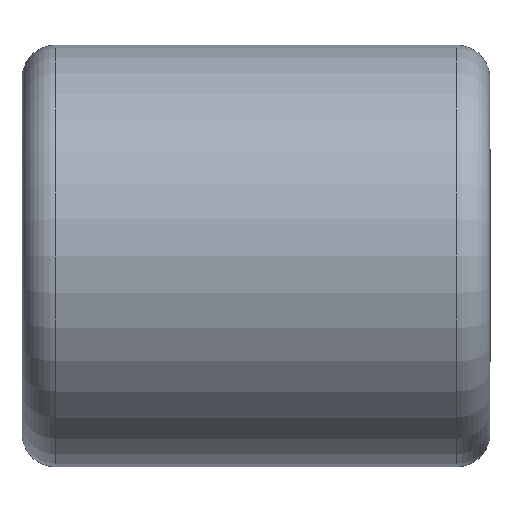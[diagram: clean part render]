
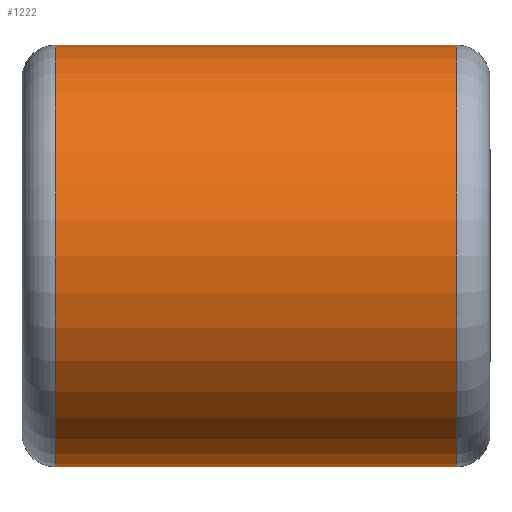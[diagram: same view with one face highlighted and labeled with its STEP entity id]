
A CAD part, front view. The second image highlights one B-rep face of the part: STEP entity #1222.
In plain terms, the highlighted cylindrical face has radius 41 mm (diameter 82 mm), a partial arc.
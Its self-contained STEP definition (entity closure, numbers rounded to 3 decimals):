
#123 = CARTESIAN_POINT ( 'NONE',  ( 39., 0., 250.987 ) ) ;
#231 = EDGE_CURVE ( 'NONE', #1017, #2448, #2470, .T. ) ;
#303 = ORIENTED_EDGE ( 'NONE', *, *, #411, .T. ) ;
#306 = DIRECTION ( 'NONE',  ( -1., 0., 0. ) ) ;
#350 = DIRECTION ( 'NONE',  ( -1., 0., 0. ) ) ;
#411 = EDGE_CURVE ( 'NONE', #2242, #1972, #3056, .T. ) ;
#423 = DIRECTION ( 'NONE',  ( 0., 0., -1. ) ) ;
#450 = ORIENTED_EDGE ( 'NONE', *, *, #919, .T. ) ;
#498 = CARTESIAN_POINT ( 'NONE',  ( -57.637, 0., 332.987 ) ) ;
#741 = EDGE_CURVE ( 'NONE', #1017, #2242, #1249, .T. ) ;
#751 = CARTESIAN_POINT ( 'NONE',  ( -39., 0., 332.987 ) ) ;
#919 = EDGE_CURVE ( 'NONE', #1972, #2448, #4162, .T. ) ;
#931 = DIRECTION ( 'NONE',  ( 0., 0., 1. ) ) ;
#1017 = VERTEX_POINT ( 'NONE', #123 ) ;
#1063 = CYLINDRICAL_SURFACE ( 'NONE', #2438, 41. ) ;
#1132 = DIRECTION ( 'NONE',  ( 0., 0., 1. ) ) ;
#1222 = ADVANCED_FACE ( 'NONE', ( #3772 ), #1063, .T. ) ;
#1249 = CIRCLE ( 'NONE', #2808, 41. ) ;
#1473 = VECTOR ( 'NONE', #306, 1000. ) ;
#1544 = VECTOR ( 'NONE', #4517, 1000. ) ;
#1942 = ORIENTED_EDGE ( 'NONE', *, *, #741, .T. ) ;
#1972 = VERTEX_POINT ( 'NONE', #751 ) ;
#1989 = ORIENTED_EDGE ( 'NONE', *, *, #231, .F. ) ;
#2025 = CARTESIAN_POINT ( 'NONE',  ( 39., 0., 291.987 ) ) ;
#2200 = CARTESIAN_POINT ( 'NONE',  ( -39., 0., 291.987 ) ) ;
#2242 = VERTEX_POINT ( 'NONE', #4506 ) ;
#2438 = AXIS2_PLACEMENT_3D ( 'NONE', #3579, #350, #1132 ) ;
#2448 = VERTEX_POINT ( 'NONE', #3802 ) ;
#2470 = LINE ( 'NONE', #3537, #1473 ) ;
#2616 = DIRECTION ( 'NONE',  ( 1., 0., 0. ) ) ;
#2808 = AXIS2_PLACEMENT_3D ( 'NONE', #2025, #4540, #931 ) ;
#3056 = LINE ( 'NONE', #498, #1544 ) ;
#3199 = EDGE_LOOP ( 'NONE', ( #1989, #1942, #303, #450 ) ) ;
#3489 = AXIS2_PLACEMENT_3D ( 'NONE', #2200, #2616, #423 ) ;
#3537 = CARTESIAN_POINT ( 'NONE',  ( -57.637, 0., 250.987 ) ) ;
#3579 = CARTESIAN_POINT ( 'NONE',  ( -57.637, 0., 291.987 ) ) ;
#3772 = FACE_OUTER_BOUND ( 'NONE', #3199, .T. ) ;
#3802 = CARTESIAN_POINT ( 'NONE',  ( -39., 0., 250.987 ) ) ;
#4162 = CIRCLE ( 'NONE', #3489, 41. ) ;
#4506 = CARTESIAN_POINT ( 'NONE',  ( 39., 0., 332.987 ) ) ;
#4517 = DIRECTION ( 'NONE',  ( -1., 0., 0. ) ) ;
#4540 = DIRECTION ( 'NONE',  ( -1., 0., 0. ) ) ;
